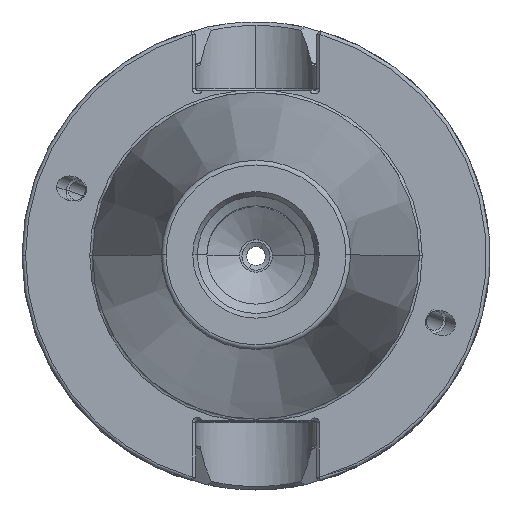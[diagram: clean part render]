
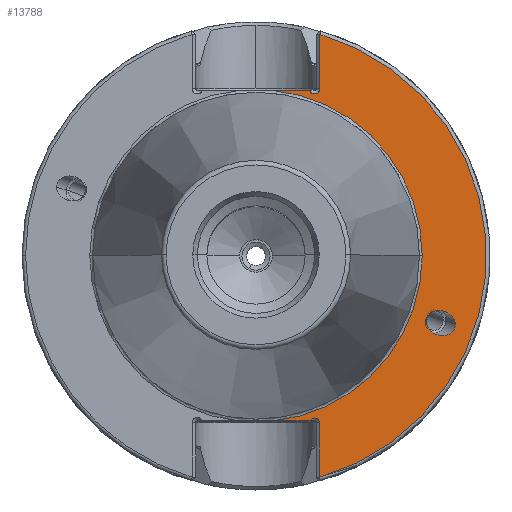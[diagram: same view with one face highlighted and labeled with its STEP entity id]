
A CAD part, top view. The second image highlights one B-rep face of the part: STEP entity #13788.
In plain terms, the highlighted planar face has unit normal (0, 0, 1).
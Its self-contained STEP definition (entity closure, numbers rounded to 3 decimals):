
#527 = DIRECTION ( 'NONE',  ( 0., 0., -1. ) ) ;
#620 = ORIENTED_EDGE ( 'NONE', *, *, #18799, .T. ) ;
#1589 = CARTESIAN_POINT ( 'NONE',  ( 13.65, 35.675, -3. ) ) ;
#2223 = CARTESIAN_POINT ( 'NONE',  ( 36.355, -14.023, -3. ) ) ;
#2297 = VERTEX_POINT ( 'NONE', #19928 ) ;
#2754 = CARTESIAN_POINT ( 'NONE',  ( 11.578, -35.3, -3. ) ) ;
#2777 = LINE ( 'NONE', #18275, #19844 ) ;
#2790 = CARTESIAN_POINT ( 'NONE',  ( 3.763, -35.3, -3. ) ) ;
#2927 = CARTESIAN_POINT ( 'NONE',  ( 36.355, -14.023, -3. ) ) ;
#2978 = ORIENTED_EDGE ( 'NONE', *, *, #13636, .T. ) ;
#4239 = CARTESIAN_POINT ( 'NONE',  ( 0., 49.987, -3. ) ) ;
#4806 = CARTESIAN_POINT ( 'NONE',  ( 0., 0., -3. ) ) ;
#4910 = LINE ( 'NONE', #5390, #9287 ) ;
#4920 = DIRECTION ( 'NONE',  ( 0., 0., 1. ) ) ;
#5079 = EDGE_LOOP ( 'NONE', ( #5861, #8012 ) ) ;
#5120 = EDGE_CURVE ( 'NONE', #2297, #14131, #14145, .T. ) ;
#5300 = VECTOR ( 'NONE', #19256, 1000. ) ;
#5390 = CARTESIAN_POINT ( 'NONE',  ( 13.544, 49.987, -3. ) ) ;
#5512 = CARTESIAN_POINT ( 'NONE',  ( 42.579, -9.404, -3. ) ) ;
#5861 = ORIENTED_EDGE ( 'NONE', *, *, #19734, .T. ) ;
#5887 = DIRECTION ( 'NONE',  ( -1., 0., 0. ) ) ;
#6438 = DIRECTION ( 'NONE',  ( -1., 0., 0. ) ) ;
#6558 = CARTESIAN_POINT ( 'NONE',  ( 12.525, -35.675, -3. ) ) ;
#6726 = CARTESIAN_POINT ( 'NONE',  ( 42.579, -14.707, -3. ) ) ;
#7038 = DIRECTION ( 'NONE',  ( 0., -1., 0. ) ) ;
#7609 = VERTEX_POINT ( 'NONE', #11581 ) ;
#7694 = AXIS2_PLACEMENT_3D ( 'NONE', #9017, #20608, #10696 ) ;
#7827 = CARTESIAN_POINT ( 'NONE',  ( 42.579, -20.01, -3. ) ) ;
#8012 = ORIENTED_EDGE ( 'NONE', *, *, #5120, .T. ) ;
#8240 = DIRECTION ( 'NONE',  ( -1., 0., 0. ) ) ;
#8435 = EDGE_CURVE ( 'NONE', #11968, #13046, #9713, .T. ) ;
#8830 = CARTESIAN_POINT ( 'NONE',  ( 13.65, 47.308, -3. ) ) ;
#9017 = CARTESIAN_POINT ( 'NONE',  ( 12.525, 35.675, -3. ) ) ;
#9287 = VECTOR ( 'NONE', #7038, 1000. ) ;
#9492 = CARTESIAN_POINT ( 'NONE',  ( 42.579, -14.707, -3. ) ) ;
#9708 = VECTOR ( 'NONE', #12681, 1000. ) ;
#9713 = LINE ( 'NONE', #14231, #5300 ) ;
#10040 = CIRCLE ( 'NONE', #7694, 1.125 ) ;
#10060 = EDGE_CURVE ( 'NONE', #11968, #7609, #16085, .T. ) ;
#10216 = LINE ( 'NONE', #11078, #9708 ) ;
#10384 = CARTESIAN_POINT ( 'NONE',  ( 0., 0., -3. ) ) ;
#10696 = DIRECTION ( 'NONE',  ( -1., 0., 0. ) ) ;
#10978 = ORIENTED_EDGE ( 'NONE', *, *, #19816, .F. ) ;
#11023 = VERTEX_POINT ( 'NONE', #2754 ) ;
#11078 = CARTESIAN_POINT ( 'NONE',  ( 13.65, 35.675, -3. ) ) ;
#11410 = CARTESIAN_POINT ( 'NONE',  ( 13.544, -35.675, -3. ) ) ;
#11581 = CARTESIAN_POINT ( 'NONE',  ( 35.5, 0., -3. ) ) ;
#11815 = FACE_BOUND ( 'NONE', #5079, .T. ) ;
#11968 = VERTEX_POINT ( 'NONE', #13595 ) ;
#12076 = DIRECTION ( 'NONE',  ( -1., 0., 0. ) ) ;
#12127 = CARTESIAN_POINT ( 'NONE',  ( 36.355, -8.72, -3. ) ) ;
#12287 = ORIENTED_EDGE ( 'NONE', *, *, #15222, .T. ) ;
#12612 = CIRCLE ( 'NONE', #17562, 35.5 ) ;
#12681 = DIRECTION ( 'NONE',  ( 0., -1., 0. ) ) ;
#12859 = CARTESIAN_POINT ( 'NONE',  ( 36.355, -19.326, -3. ) ) ;
#13046 = VERTEX_POINT ( 'NONE', #13768 ) ;
#13452 = VERTEX_POINT ( 'NONE', #11410 ) ;
#13595 = CARTESIAN_POINT ( 'NONE',  ( 3.763, 35.3, -3. ) ) ;
#13636 = EDGE_CURVE ( 'NONE', #7609, #13821, #12612, .T. ) ;
#13768 = CARTESIAN_POINT ( 'NONE',  ( 11.464, 35.3, -3. ) ) ;
#13788 = ADVANCED_FACE ( 'NONE', ( #11815, #16224 ), #17413, .F. ) ;
#13821 = VERTEX_POINT ( 'NONE', #2790 ) ;
#13989 = AXIS2_PLACEMENT_3D ( 'NONE', #4806, #16375, #6438 ) ;
#14131 = VERTEX_POINT ( 'NONE', #6726 ) ;
#14145 =( BOUNDED_CURVE ( )  B_SPLINE_CURVE ( 3, ( #2223, #12127, #5512, #17113 ),
 .UNSPECIFIED., .F., .F. ) 
 B_SPLINE_CURVE_WITH_KNOTS ( ( 4, 4 ),
 ( 2.852, 5.993 ),
 .UNSPECIFIED. ) 
 CURVE ( )  GEOMETRIC_REPRESENTATION_ITEM ( )  RATIONAL_B_SPLINE_CURVE ( ( 1., 0.333, 0.333, 1. ) ) 
 REPRESENTATION_ITEM ( '' )  );
#14231 = CARTESIAN_POINT ( 'NONE',  ( 0., 35.3, -3. ) ) ;
#14838 = CARTESIAN_POINT ( 'NONE',  ( 0., 0., -3. ) ) ;
#15076 = DIRECTION ( 'NONE',  ( -1., 0., 0. ) ) ;
#15222 = EDGE_CURVE ( 'NONE', #16121, #13046, #10040, .T. ) ;
#15795 =( BOUNDED_CURVE ( )  B_SPLINE_CURVE ( 3, ( #9492, #7827, #12859, #2927 ),
 .UNSPECIFIED., .F., .F. ) 
 B_SPLINE_CURVE_WITH_KNOTS ( ( 4, 4 ),
 ( 5.993, 9.135 ),
 .UNSPECIFIED. ) 
 CURVE ( )  GEOMETRIC_REPRESENTATION_ITEM ( )  RATIONAL_B_SPLINE_CURVE ( ( 1., 0.333, 0.333, 1. ) ) 
 REPRESENTATION_ITEM ( '' )  );
#15811 = DIRECTION ( 'NONE',  ( 0., 0., -1. ) ) ;
#16085 = CIRCLE ( 'NONE', #13989, 35.5 ) ;
#16121 = VERTEX_POINT ( 'NONE', #1589 ) ;
#16224 = FACE_OUTER_BOUND ( 'NONE', #18954, .T. ) ;
#16375 = DIRECTION ( 'NONE',  ( 0., 0., -1. ) ) ;
#16393 = CIRCLE ( 'NONE', #17757, 1.019 ) ;
#16504 = DIRECTION ( 'NONE',  ( -1., 0., 0. ) ) ;
#17113 = CARTESIAN_POINT ( 'NONE',  ( 42.579, -14.707, -3. ) ) ;
#17205 = CIRCLE ( 'NONE', #20596, 49.237 ) ;
#17413 = PLANE ( 'NONE',  #20459 ) ;
#17415 = EDGE_CURVE ( 'NONE', #13452, #19730, #4910, .T. ) ;
#17562 = AXIS2_PLACEMENT_3D ( 'NONE', #10384, #527, #12076 ) ;
#17757 = AXIS2_PLACEMENT_3D ( 'NONE', #6558, #18171, #8240 ) ;
#18068 = ORIENTED_EDGE ( 'NONE', *, *, #20876, .T. ) ;
#18171 = DIRECTION ( 'NONE',  ( 0., 0., -1. ) ) ;
#18275 = CARTESIAN_POINT ( 'NONE',  ( 0., -35.3, -3. ) ) ;
#18377 = ORIENTED_EDGE ( 'NONE', *, *, #18670, .T. ) ;
#18670 = EDGE_CURVE ( 'NONE', #20540, #16121, #10216, .T. ) ;
#18693 = ORIENTED_EDGE ( 'NONE', *, *, #17415, .T. ) ;
#18799 = EDGE_CURVE ( 'NONE', #19730, #20540, #17205, .T. ) ;
#18954 = EDGE_LOOP ( 'NONE', ( #10978, #18068, #18693, #620, #18377, #12287, #20051, #21290, #2978 ) ) ;
#19256 = DIRECTION ( 'NONE',  ( 1., 0., 0. ) ) ;
#19395 = CARTESIAN_POINT ( 'NONE',  ( 13.544, -47.338, -3. ) ) ;
#19730 = VERTEX_POINT ( 'NONE', #19395 ) ;
#19734 = EDGE_CURVE ( 'NONE', #14131, #2297, #15795, .T. ) ;
#19816 = EDGE_CURVE ( 'NONE', #11023, #13821, #2777, .T. ) ;
#19844 = VECTOR ( 'NONE', #15076, 1000. ) ;
#19928 = CARTESIAN_POINT ( 'NONE',  ( 36.355, -14.023, -3. ) ) ;
#20051 = ORIENTED_EDGE ( 'NONE', *, *, #8435, .F. ) ;
#20459 = AXIS2_PLACEMENT_3D ( 'NONE', #4239, #15811, #5887 ) ;
#20540 = VERTEX_POINT ( 'NONE', #8830 ) ;
#20596 = AXIS2_PLACEMENT_3D ( 'NONE', #14838, #4920, #16504 ) ;
#20608 = DIRECTION ( 'NONE',  ( 0., 0., -1. ) ) ;
#20876 = EDGE_CURVE ( 'NONE', #11023, #13452, #16393, .T. ) ;
#21290 = ORIENTED_EDGE ( 'NONE', *, *, #10060, .T. ) ;
